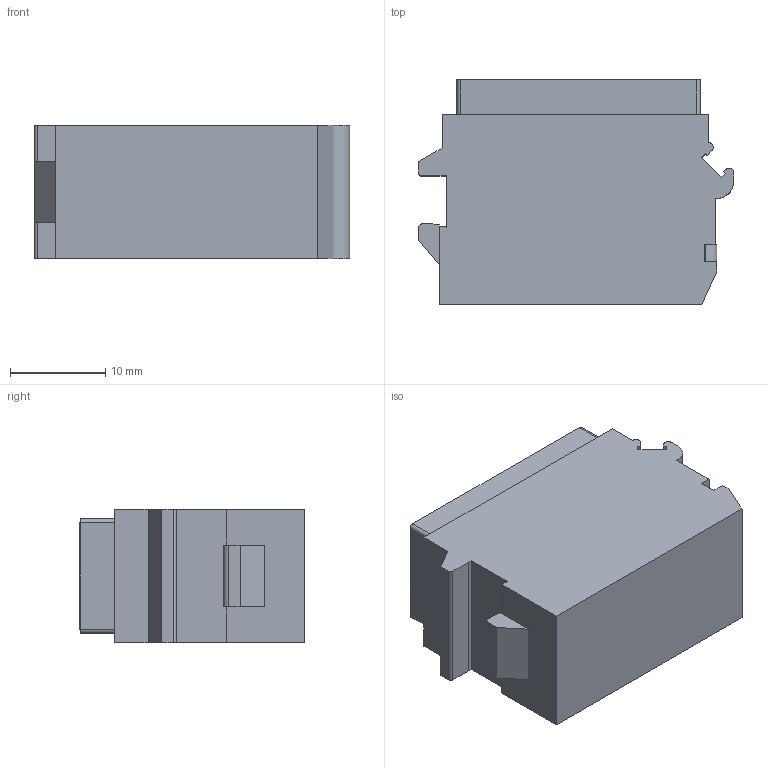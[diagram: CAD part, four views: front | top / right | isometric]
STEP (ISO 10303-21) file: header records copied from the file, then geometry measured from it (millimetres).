
FILE_DESCRIPTION((''),'2;1');
FILE_NAME('00177740104','2020-02-24T',('presta_be4'),(''),'CREO PARAMETRIC BY PTC INC, 2018360','CREO PARAMETRIC BY PTC INC, 2018360','');
FILE_SCHEMA(('CONFIG_CONTROL_DESIGN'));
Products named in the file (1): 00177740104
Bounding box: 33.15 x 23.65 x 14 mm (x, y, z)
Volume: 6212.5 mm3; surface area: 10748.1 mm2
Topology: 1 solids, 1 shells, 1578 faces, 4232 edges, 2673 vertices
Faces by surface type: plane 776, cylinder 282, torus 240, cone 184, bspline 80, sphere 16
Entity records: 60065 total; most frequent: CARTESIAN_POINT 21195, ORIENTED_EDGE 8432, DIRECTION 7963, EDGE_CURVE 4216, AXIS2_PLACEMENT_3D 3025, VERTEX_POINT 2673, VECTOR 1913, LINE 1913
